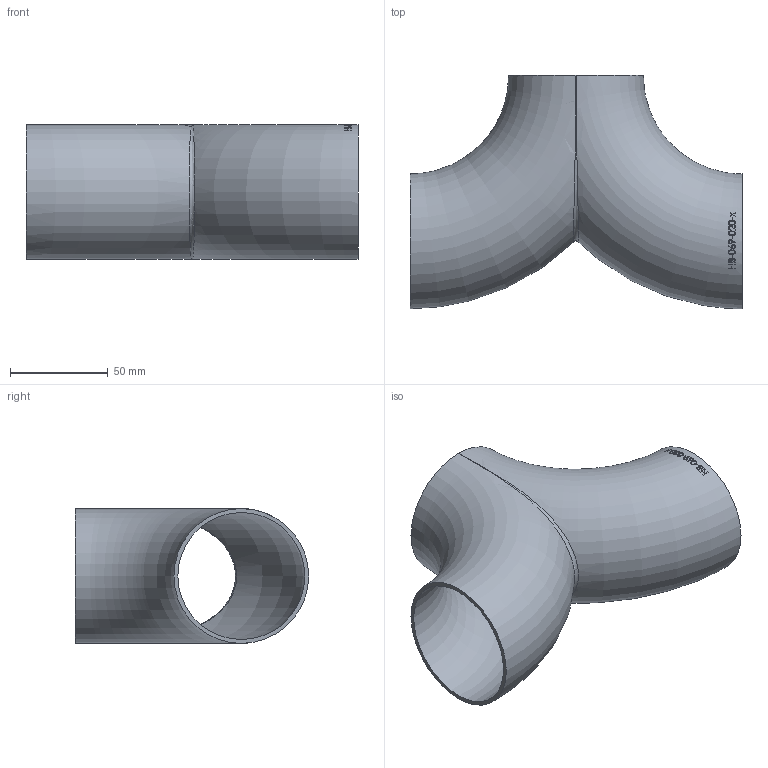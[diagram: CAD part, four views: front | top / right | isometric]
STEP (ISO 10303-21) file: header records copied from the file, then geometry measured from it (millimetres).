
FILE_DESCRIPTION (( 'STEP AP214' ), '1' );
FILE_NAME ('HB-069-020-x Hosenbogen 1909.STEP', '2019-09-17T11:19:47', ( '' ), ( '' ), 'SwSTEP 2.0', 'SolidWorks 2016', '' );
FILE_SCHEMA (( 'AUTOMOTIVE_DESIGN' ));
Length unit declared in the file: millimetre
Products named in the file (1): HB-069-020-x Hosenbogen 1909
Bounding box: 170 x 119.5 x 69 mm (x, y, z)
Volume: 84438.4 mm3; surface area: 85589.4 mm2
Topology: 1 solids, 1 shells, 145 faces, 373 edges, 244 vertices
Faces by surface type: bspline 62, plane 60, torus 23
Entity records: 10108 total; most frequent: CARTESIAN_POINT 5784, ORIENTED_EDGE 726, EDGE_CURVE 363, DIRECTION 301, VERTEX_POINT 242, B_SPLINE_CURVE_WITH_KNOTS 238, EDGE_LOOP 171, FACE_OUTER_BOUND 149
